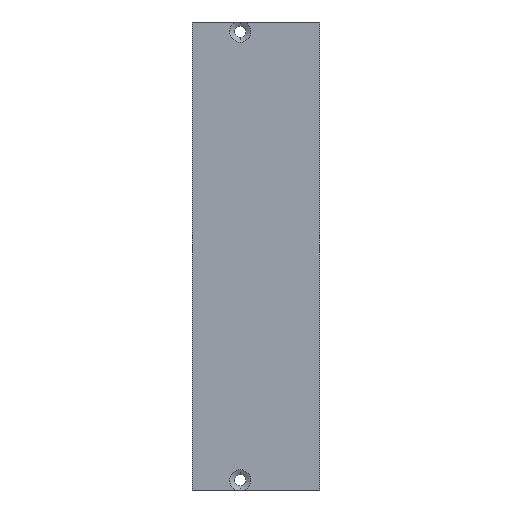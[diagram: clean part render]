
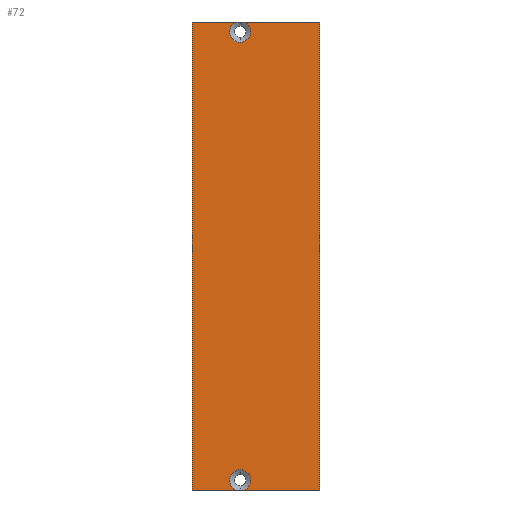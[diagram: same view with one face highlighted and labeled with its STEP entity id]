
A CAD part, front view. The second image highlights one B-rep face of the part: STEP entity #72.
In plain terms, the highlighted planar face has unit normal (0, -1, 0).
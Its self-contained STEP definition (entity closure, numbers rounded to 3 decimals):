
#34 = CARTESIAN_POINT ( 'NONE',  ( 24.3, 0., 44.5 ) ) ;
#37 = EDGE_CURVE ( 'NONE', #589, #391, #312, .T. ) ;
#42 = VERTEX_POINT ( 'NONE', #76 ) ;
#43 = VECTOR ( 'NONE', #237, 1000. ) ;
#49 = FACE_OUTER_BOUND ( 'NONE', #379, .T. ) ;
#53 = EDGE_CURVE ( 'NONE', #538, #586, #548, .T. ) ;
#72 = ADVANCED_FACE ( 'NONE', ( #49 ), #144, .F. ) ;
#74 = CARTESIAN_POINT ( 'NONE',  ( 9.91, 0., 44.5 ) ) ;
#76 = CARTESIAN_POINT ( 'NONE',  ( 24.3, 0., 44.5 ) ) ;
#79 = DIRECTION ( 'NONE',  ( 0., 0., -1. ) ) ;
#84 = LINE ( 'NONE', #426, #43 ) ;
#87 = DIRECTION ( 'NONE',  ( 0., -1., 0. ) ) ;
#93 = AXIS2_PLACEMENT_3D ( 'NONE', #201, #156, #539 ) ;
#101 = EDGE_CURVE ( 'NONE', #589, #302, #436, .T. ) ;
#109 = ORIENTED_EDGE ( 'NONE', *, *, #543, .F. ) ;
#115 = CARTESIAN_POINT ( 'NONE',  ( 0., 0., 44.5 ) ) ;
#124 = CARTESIAN_POINT ( 'NONE',  ( 24.3, 0., 44.5 ) ) ;
#142 = DIRECTION ( 'NONE',  ( 0., 1., 0. ) ) ;
#144 = PLANE ( 'NONE',  #380 ) ;
#148 = VECTOR ( 'NONE', #564, 1000. ) ;
#156 = DIRECTION ( 'NONE',  ( 0., -1., 0. ) ) ;
#163 = ORIENTED_EDGE ( 'NONE', *, *, #37, .T. ) ;
#164 = ORIENTED_EDGE ( 'NONE', *, *, #441, .F. ) ;
#172 = VECTOR ( 'NONE', #277, 1000. ) ;
#174 = CARTESIAN_POINT ( 'NONE',  ( 0., 0., 44.5 ) ) ;
#175 = VECTOR ( 'NONE', #549, 1000. ) ;
#176 = ORIENTED_EDGE ( 'NONE', *, *, #440, .T. ) ;
#180 = VECTOR ( 'NONE', #79, 1000. ) ;
#184 = LINE ( 'NONE', #34, #172 ) ;
#187 = VERTEX_POINT ( 'NONE', #445 ) ;
#193 = VECTOR ( 'NONE', #515, 1000. ) ;
#201 = CARTESIAN_POINT ( 'NONE',  ( 9.15, 0., 42.65 ) ) ;
#221 = CARTESIAN_POINT ( 'NONE',  ( 24.3, 0., -44.5 ) ) ;
#222 = CARTESIAN_POINT ( 'NONE',  ( 24.3, 0., -44.5 ) ) ;
#237 = DIRECTION ( 'NONE',  ( 1., 0., 0. ) ) ;
#239 = DIRECTION ( 'NONE',  ( -1., 0., 0. ) ) ;
#240 = ORIENTED_EDGE ( 'NONE', *, *, #101, .F. ) ;
#242 = AXIS2_PLACEMENT_3D ( 'NONE', #536, #87, #370 ) ;
#248 = LINE ( 'NONE', #400, #175 ) ;
#250 = ORIENTED_EDGE ( 'NONE', *, *, #320, .T. ) ;
#258 = CARTESIAN_POINT ( 'NONE',  ( 8.39, 0., -44.5 ) ) ;
#277 = DIRECTION ( 'NONE',  ( 1., 0., 0. ) ) ;
#292 = EDGE_CURVE ( 'NONE', #586, #354, #561, .T. ) ;
#296 = AXIS2_PLACEMENT_3D ( 'NONE', #483, #486, #573 ) ;
#302 = VERTEX_POINT ( 'NONE', #258 ) ;
#312 = LINE ( 'NONE', #221, #193 ) ;
#320 = EDGE_CURVE ( 'NONE', #187, #302, #248, .T. ) ;
#323 = CARTESIAN_POINT ( 'NONE',  ( 8.39, 0., 44.5 ) ) ;
#324 = CARTESIAN_POINT ( 'NONE',  ( 24.3, 0., 44.5 ) ) ;
#331 = CARTESIAN_POINT ( 'NONE',  ( 9.15, 0., 40.65 ) ) ;
#341 = CARTESIAN_POINT ( 'NONE',  ( 9.91, 0., -44.5 ) ) ;
#353 = LINE ( 'NONE', #174, #148 ) ;
#354 = VERTEX_POINT ( 'NONE', #74 ) ;
#370 = DIRECTION ( 'NONE',  ( 0., 0., -1. ) ) ;
#376 = ORIENTED_EDGE ( 'NONE', *, *, #53, .F. ) ;
#379 = EDGE_LOOP ( 'NONE', ( #376, #109, #176, #250, #240, #163, #164, #604, #600 ) ) ;
#380 = AXIS2_PLACEMENT_3D ( 'NONE', #324, #142, #239 ) ;
#391 = VERTEX_POINT ( 'NONE', #222 ) ;
#400 = CARTESIAN_POINT ( 'NONE',  ( 24.3, 0., -44.5 ) ) ;
#426 = CARTESIAN_POINT ( 'NONE',  ( 24.3, 0., 44.5 ) ) ;
#436 = CIRCLE ( 'NONE', #242, 2. ) ;
#440 = EDGE_CURVE ( 'NONE', #466, #187, #353, .T. ) ;
#441 = EDGE_CURVE ( 'NONE', #42, #391, #472, .T. ) ;
#445 = CARTESIAN_POINT ( 'NONE',  ( 0., 0., -44.5 ) ) ;
#466 = VERTEX_POINT ( 'NONE', #115 ) ;
#472 = LINE ( 'NONE', #124, #180 ) ;
#483 = CARTESIAN_POINT ( 'NONE',  ( 9.15, 0., 42.65 ) ) ;
#486 = DIRECTION ( 'NONE',  ( 0., -1., 0. ) ) ;
#515 = DIRECTION ( 'NONE',  ( 1., 0., 0. ) ) ;
#536 = CARTESIAN_POINT ( 'NONE',  ( 9.15, 0., -42.65 ) ) ;
#538 = VERTEX_POINT ( 'NONE', #323 ) ;
#539 = DIRECTION ( 'NONE',  ( 0., 0., -1. ) ) ;
#543 = EDGE_CURVE ( 'NONE', #466, #538, #84, .T. ) ;
#544 = EDGE_CURVE ( 'NONE', #354, #42, #184, .T. ) ;
#548 = CIRCLE ( 'NONE', #296, 2. ) ;
#549 = DIRECTION ( 'NONE',  ( 1., 0., 0. ) ) ;
#561 = CIRCLE ( 'NONE', #93, 2. ) ;
#564 = DIRECTION ( 'NONE',  ( 0., 0., -1. ) ) ;
#573 = DIRECTION ( 'NONE',  ( 0., 0., -1. ) ) ;
#586 = VERTEX_POINT ( 'NONE', #331 ) ;
#589 = VERTEX_POINT ( 'NONE', #341 ) ;
#600 = ORIENTED_EDGE ( 'NONE', *, *, #292, .F. ) ;
#604 = ORIENTED_EDGE ( 'NONE', *, *, #544, .F. ) ;
